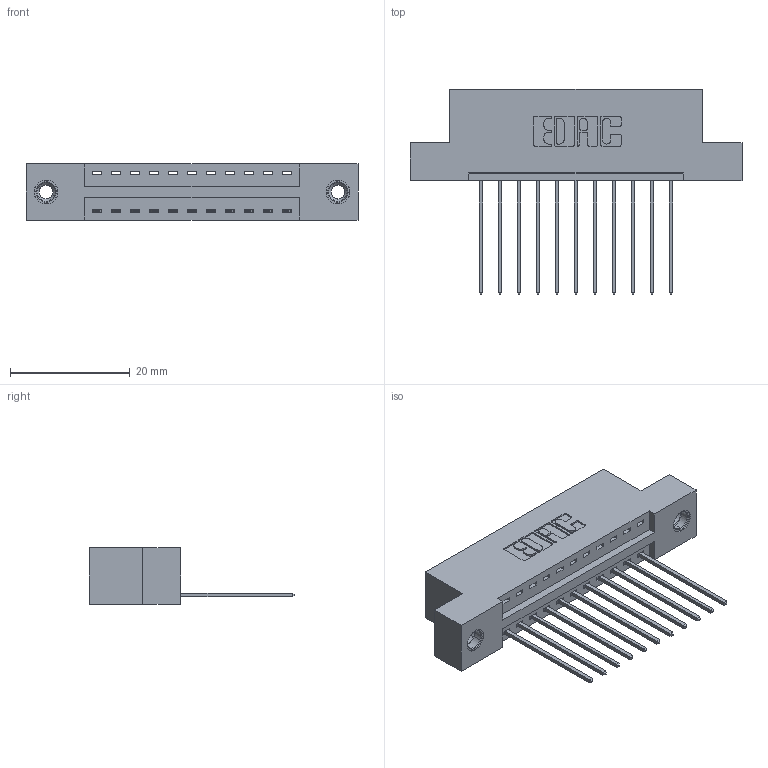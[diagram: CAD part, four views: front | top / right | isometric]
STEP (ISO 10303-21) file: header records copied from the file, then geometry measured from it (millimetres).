
FILE_DESCRIPTION (( 'STEP AP203' ), '1' );
FILE_NAME ('396-011-541-108.STEP', '2019-10-26T15:08:32', ( '' ), ( '' ), 'SwSTEP 2.0', 'SolidWorks 2016', '' );
FILE_SCHEMA (( 'CONFIG_CONTROL_DESIGN' ));
Length unit declared in the file: inch
Products named in the file (4): 345-292-001_345-293-141; 396-011-541-108; 346 Part_Flush Mounting Lugs - 0.156 Dia-TI; 345-250-001_345-250-003-102
Assembly tree (14 placements, depth 2):
  396-011-541-108
    346 Part_Flush Mounting Lugs - 0.156 Dia-TI
    345-292-001_345-293-141  x11
    345-250-001_345-250-003-102  x2
Bounding box: 55.5 x 34.29 x 9.4 mm (x, y, z)
Volume: 5128.7 mm3; surface area: 6314.3 mm2
Topology: 14 solids, 14 shells, 820 faces, 2401 edges, 1578 vertices
Faces by surface type: plane 548, cylinder 256, cone 12, torus 4
Entity records: 12204 total; most frequent: CARTESIAN_POINT 2084, ORIENTED_EDGE 2022, DIRECTION 1903, EDGE_CURVE 1011, LINE 815, VECTOR 815, VERTEX_POINT 668, AXIS2_PLACEMENT_3D 544
